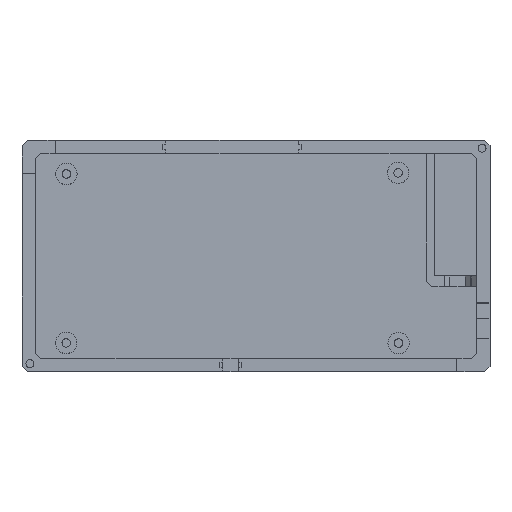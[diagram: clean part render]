
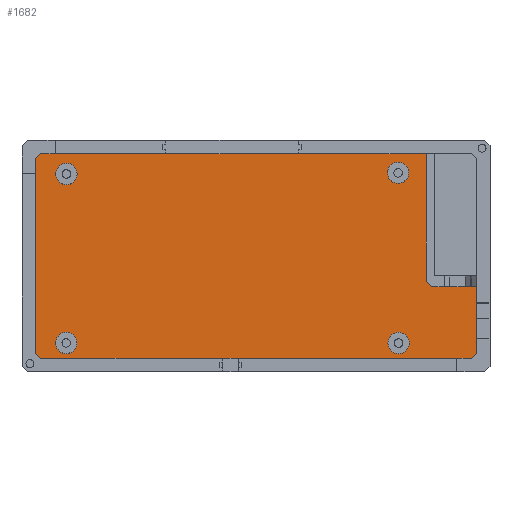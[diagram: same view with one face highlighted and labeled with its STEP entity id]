
A CAD part, top view. The second image highlights one B-rep face of the part: STEP entity #1682.
In plain terms, the highlighted planar face has unit normal (0, 0, 1).
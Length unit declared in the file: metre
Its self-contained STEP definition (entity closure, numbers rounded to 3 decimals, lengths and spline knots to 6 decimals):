
#68=LINE('',#2462,#281);
#97=LINE('',#2522,#310);
#107=LINE('',#2548,#320);
#108=LINE('',#2551,#321);
#109=LINE('',#2553,#322);
#110=LINE('',#2555,#323);
#111=LINE('',#2556,#324);
#112=LINE('',#2558,#325);
#113=LINE('',#2560,#326);
#114=LINE('',#2562,#327);
#115=LINE('',#2564,#328);
#116=LINE('',#2565,#329);
#281=VECTOR('',#1965,1.);
#310=VECTOR('',#2010,1.);
#320=VECTOR('',#2030,1.);
#321=VECTOR('',#2031,1.);
#322=VECTOR('',#2032,1.);
#323=VECTOR('',#2033,1.);
#324=VECTOR('',#2034,1.);
#325=VECTOR('',#2035,1.);
#326=VECTOR('',#2036,1.);
#327=VECTOR('',#2037,1.);
#328=VECTOR('',#2038,1.);
#329=VECTOR('',#2039,1.);
#547=ORIENTED_EDGE('',*,*,#1005,.T.);
#548=ORIENTED_EDGE('',*,*,#1006,.T.);
#549=ORIENTED_EDGE('',*,*,#1007,.T.);
#550=ORIENTED_EDGE('',*,*,#1008,.T.);
#551=ORIENTED_EDGE('',*,*,#1009,.T.);
#552=ORIENTED_EDGE('',*,*,#1010,.T.);
#553=ORIENTED_EDGE('',*,*,#1011,.T.);
#554=ORIENTED_EDGE('',*,*,#1012,.F.);
#555=ORIENTED_EDGE('',*,*,#965,.T.);
#556=ORIENTED_EDGE('',*,*,#1013,.T.);
#557=ORIENTED_EDGE('',*,*,#1014,.F.);
#558=ORIENTED_EDGE('',*,*,#1015,.T.);
#559=ORIENTED_EDGE('',*,*,#1016,.T.);
#560=ORIENTED_EDGE('',*,*,#1017,.F.);
#561=ORIENTED_EDGE('',*,*,#995,.F.);
#562=ORIENTED_EDGE('',*,*,#1018,.T.);
#965=EDGE_CURVE('',#1200,#1199,#68,.T.);
#995=EDGE_CURVE('',#1222,#1223,#97,.T.);
#1005=EDGE_CURVE('',#1230,#1230,#1314,.F.);
#1006=EDGE_CURVE('',#1231,#1231,#1315,.F.);
#1007=EDGE_CURVE('',#1232,#1232,#1316,.F.);
#1008=EDGE_CURVE('',#1233,#1233,#1317,.F.);
#1009=EDGE_CURVE('',#1234,#1235,#107,.T.);
#1010=EDGE_CURVE('',#1235,#1236,#108,.F.);
#1011=EDGE_CURVE('',#1236,#1237,#109,.T.);
#1012=EDGE_CURVE('',#1200,#1237,#110,.T.);
#1013=EDGE_CURVE('',#1199,#1238,#111,.T.);
#1014=EDGE_CURVE('',#1239,#1238,#112,.T.);
#1015=EDGE_CURVE('',#1239,#1240,#113,.T.);
#1016=EDGE_CURVE('',#1240,#1241,#114,.T.);
#1017=EDGE_CURVE('',#1223,#1241,#115,.T.);
#1018=EDGE_CURVE('',#1222,#1234,#116,.T.);
#1199=VERTEX_POINT('',#2461);
#1200=VERTEX_POINT('',#2463);
#1222=VERTEX_POINT('',#2521);
#1223=VERTEX_POINT('',#2523);
#1230=VERTEX_POINT('',#2541);
#1231=VERTEX_POINT('',#2543);
#1232=VERTEX_POINT('',#2545);
#1233=VERTEX_POINT('',#2547);
#1234=VERTEX_POINT('',#2549);
#1235=VERTEX_POINT('',#2550);
#1236=VERTEX_POINT('',#2552);
#1237=VERTEX_POINT('',#2554);
#1238=VERTEX_POINT('',#2557);
#1239=VERTEX_POINT('',#2559);
#1240=VERTEX_POINT('',#2561);
#1241=VERTEX_POINT('',#2563);
#1314=CIRCLE('',#1798,0.004);
#1315=CIRCLE('',#1799,0.004);
#1316=CIRCLE('',#1800,0.004);
#1317=CIRCLE('',#1801,0.004);
#1349=EDGE_LOOP('',(#547));
#1350=EDGE_LOOP('',(#548));
#1351=EDGE_LOOP('',(#549));
#1352=EDGE_LOOP('',(#550));
#1353=EDGE_LOOP('',(#551,#552,#553,#554,#555,#556,#557,#558,#559,#560,#561,
#562));
#1472=FACE_BOUND('',#1349,.T.);
#1473=FACE_BOUND('',#1350,.T.);
#1474=FACE_BOUND('',#1351,.T.);
#1475=FACE_BOUND('',#1352,.T.);
#1476=FACE_BOUND('',#1353,.T.);
#1593=PLANE('',#1797);
#1682=ADVANCED_FACE('',(#1472,#1473,#1474,#1475,#1476),#1593,.T.);
#1797=AXIS2_PLACEMENT_3D('',#2539,#2020,#2021);
#1798=AXIS2_PLACEMENT_3D('',#2540,#2022,#2023);
#1799=AXIS2_PLACEMENT_3D('',#2542,#2024,#2025);
#1800=AXIS2_PLACEMENT_3D('',#2544,#2026,#2027);
#1801=AXIS2_PLACEMENT_3D('',#2546,#2028,#2029);
#1965=DIRECTION('',(1.,0.,0.));
#2010=DIRECTION('',(1.,0.,0.));
#2020=DIRECTION('',(0.,0.,1.));
#2021=DIRECTION('',(1.,0.,0.));
#2022=DIRECTION('',(0.,0.,1.));
#2023=DIRECTION('',(1.,0.,0.));
#2024=DIRECTION('',(0.,0.,1.));
#2025=DIRECTION('',(1.,0.,0.));
#2026=DIRECTION('',(0.,0.,1.));
#2027=DIRECTION('',(1.,0.,0.));
#2028=DIRECTION('',(0.,0.,1.));
#2029=DIRECTION('',(1.,0.,0.));
#2030=DIRECTION('',(0.,-1.,0.));
#2031=DIRECTION('',(-0.707,0.707,0.));
#2032=DIRECTION('',(1.,0.,0.));
#2033=DIRECTION('',(-1.,0.,0.));
#2034=DIRECTION('',(0.707,0.707,0.));
#2035=DIRECTION('',(0.,-1.,0.));
#2036=DIRECTION('',(-1.,0.,0.));
#2037=DIRECTION('',(-0.707,0.707,0.));
#2038=DIRECTION('',(0.,-1.,0.));
#2039=DIRECTION('',(-0.707,-0.707,0.));
#2461=CARTESIAN_POINT('',(0.090516,-0.038478,0.005));
#2462=CARTESIAN_POINT('',(0.009526,-0.038478,0.005));
#2463=CARTESIAN_POINT('',(0.002946,-0.038478,0.005002));
#2521=CARTESIAN_POINT('',(-0.071464,0.038532,0.005));
#2522=CARTESIAN_POINT('',(0.009526,0.038532,0.005));
#2523=CARTESIAN_POINT('',(0.073519,0.038532,0.005));
#2539=CARTESIAN_POINT('',(0.009526,0.000027,0.005));
#2540=CARTESIAN_POINT('',(-0.061842,-0.03267,0.005));
#2541=CARTESIAN_POINT('',(-0.057842,-0.03267,0.005));
#2542=CARTESIAN_POINT('',(0.063149,-0.032687,0.005));
#2543=CARTESIAN_POINT('',(0.067149,-0.032687,0.005));
#2544=CARTESIAN_POINT('',(0.062971,0.031311,0.005));
#2545=CARTESIAN_POINT('',(0.066971,0.031311,0.005));
#2546=CARTESIAN_POINT('',(-0.061766,0.03088,0.005));
#2547=CARTESIAN_POINT('',(-0.057766,0.03088,0.005));
#2548=CARTESIAN_POINT('',(-0.073464,0.000027,0.005));
#2549=CARTESIAN_POINT('',(-0.073464,0.036532,0.005));
#2550=CARTESIAN_POINT('',(-0.073464,-0.036478,0.005));
#2551=CARTESIAN_POINT('',(-0.050222,-0.05972,0.005));
#2552=CARTESIAN_POINT('',(-0.071464,-0.038478,0.005));
#2553=CARTESIAN_POINT('',(0.009526,-0.038478,0.005));
#2554=CARTESIAN_POINT('',(-0.003054,-0.038478,0.005002));
#2555=CARTESIAN_POINT('',(-0.000054,-0.038478,0.005004));
#2556=CARTESIAN_POINT('',(0.069273,-0.05972,0.005));
#2557=CARTESIAN_POINT('',(0.092516,-0.036478,0.005));
#2558=CARTESIAN_POINT('',(0.092516,0.000027,0.005));
#2559=CARTESIAN_POINT('',(0.092516,-0.011468,0.005));
#2560=CARTESIAN_POINT('',(0.075017,-0.011468,0.005));
#2561=CARTESIAN_POINT('',(0.075519,-0.011468,0.005));
#2562=CARTESIAN_POINT('',(0.075519,-0.011468,0.005));
#2563=CARTESIAN_POINT('',(0.073519,-0.009468,0.005));
#2564=CARTESIAN_POINT('',(0.073519,0.013532,0.005));
#2565=CARTESIAN_POINT('',(-0.050222,0.059775,0.005));
